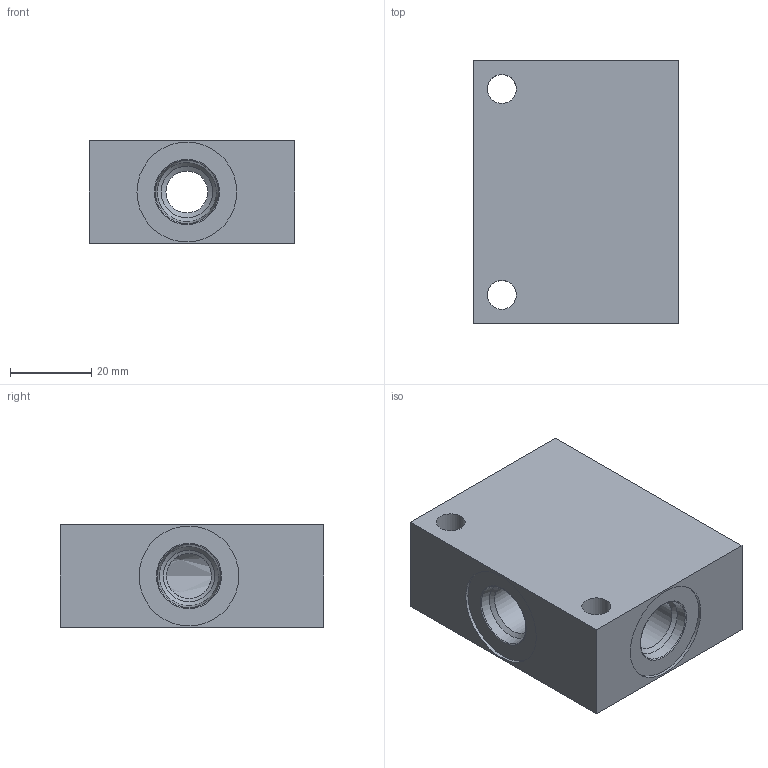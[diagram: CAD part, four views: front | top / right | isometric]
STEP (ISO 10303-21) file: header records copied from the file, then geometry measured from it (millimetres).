
FILE_DESCRIPTION((''),'2;1');
FILE_NAME('T163-6T.stp','2015-06-04T15:41:59',('jml'),(''),'Autodesk Inventor 2010','Autodesk Inventor 2010','');
FILE_SCHEMA(('AUTOMOTIVE_DESIGN { 1 0 10303 214 1 1 1 1 }'));
Length unit declared in the file: inch
Products named in the file (1): T163-6T
Bounding box: 50.8 x 65.02 x 25.4 mm (x, y, z)
Volume: 64966.2 mm3; surface area: 17232.6 mm2
Topology: 1 solids, 1 shells, 45 faces, 102 edges, 65 vertices
Faces by surface type: bspline 16, plane 13, cone 9, cylinder 4, torus 3
Full cylindrical faces by diameter (mm): 17.856 x1, 24.613 x2
Entity records: 1325 total; most frequent: CARTESIAN_POINT 492, DIRECTION 160, ORIENTED_EDGE 120, EDGE_LOOP 92, AXIS2_PLACEMENT_3D 72, EDGE_CURVE 60, VERTEX_POINT 54, FACE_BOUND 47
